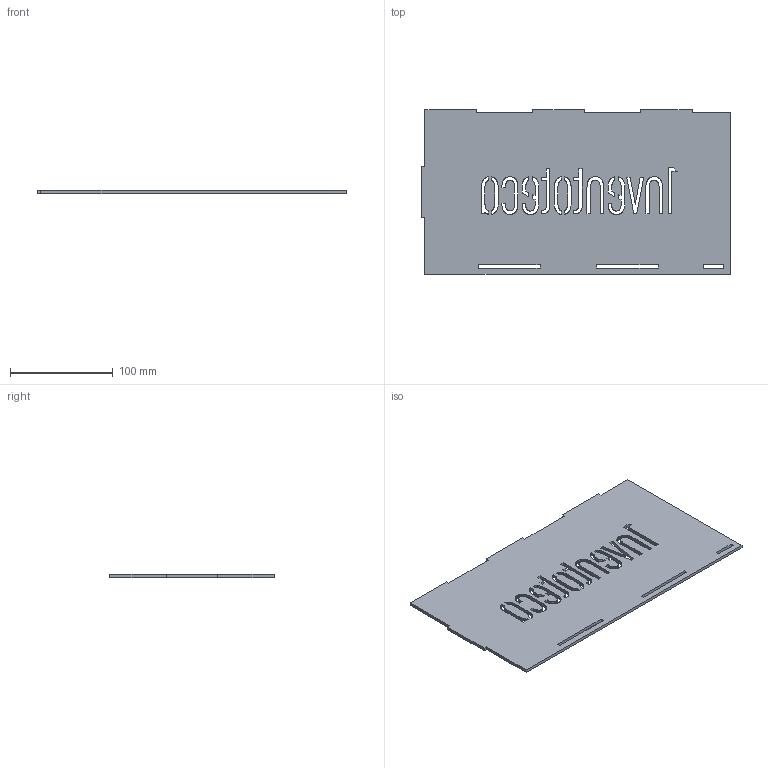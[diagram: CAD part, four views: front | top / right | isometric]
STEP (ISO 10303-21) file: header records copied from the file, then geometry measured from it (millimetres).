
FILE_DESCRIPTION(/* description */ (''),/* implementation_level */ '2;1');
FILE_NAME(/* name */ 'Lado Izquierdo.step',/* time_stamp */ '2020-11-30T13:31:44-06:00',/* author */ (''),/* organization */ (''),/* preprocessor_version */ 'ST-DEVELOPER v18.1',/* originating_system */ 'Autodesk Translation Framework v9.3.0.1241',/* authorisation */ '');
FILE_SCHEMA (('AUTOMOTIVE_DESIGN { 1 0 10303 214 3 1 1 }'));
Length unit declared in the file: millimetre
Products named in the file (1): Lado Izquierdo
Bounding box: 300 x 160 x 3 mm (x, y, z)
Volume: 132834.6 mm3; surface area: 96963.3 mm2
Topology: 1 solids, 1 shells, 1228 faces, 3678 edges, 2452 vertices
Faces by surface type: plane 1228
Entity records: 40587 total; most frequent: CARTESIAN_POINT 7359, ORIENTED_EDGE 7356, DIRECTION 6136, LINE 3678, VECTOR 3678, EDGE_CURVE 3678, VERTEX_POINT 2452, EDGE_LOOP 1264
